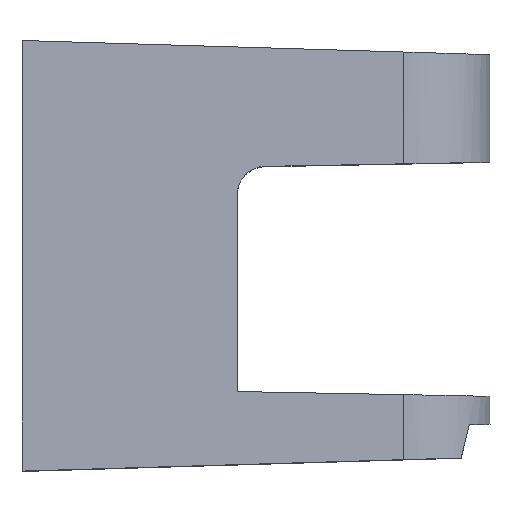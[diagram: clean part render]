
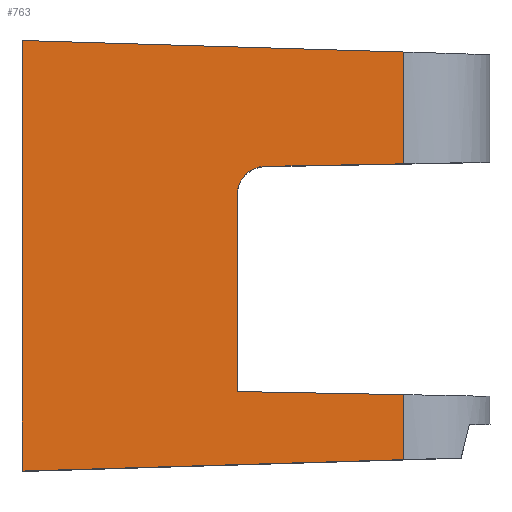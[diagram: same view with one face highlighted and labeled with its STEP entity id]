
A CAD part, top view. The second image highlights one B-rep face of the part: STEP entity #763.
In plain terms, the highlighted planar face has unit normal (0.078, 0, 0.997).
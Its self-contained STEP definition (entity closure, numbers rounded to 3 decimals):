
#1 = CARTESIAN_POINT ( 'NONE',  ( 12.45, 6.555, 11.356 ) ) ;
#19 = VERTEX_POINT ( 'NONE', #787 ) ;
#24 = VERTEX_POINT ( 'NONE', #854 ) ;
#26 = VERTEX_POINT ( 'NONE', #728 ) ;
#53 = CARTESIAN_POINT ( 'NONE',  ( -10.55, -23., 13.15 ) ) ;
#80 = LINE ( 'NONE', #752, #684 ) ;
#84 = EDGE_CURVE ( 'NONE', #572, #240, #888, .T. ) ;
#85 = CARTESIAN_POINT ( 'NONE',  ( 39.148, -14.994, 9.274 ) ) ;
#121 = AXIS2_PLACEMENT_3D ( 'NONE', #835, #842, #404 ) ;
#133 = ORIENTED_EDGE ( 'NONE', *, *, #568, .T. ) ;
#135 = ORIENTED_EDGE ( 'NONE', *, *, #439, .T. ) ;
#160 = DIRECTION ( 'NONE',  ( -0.997, 0.018, 0.078 ) ) ;
#173 = DIRECTION ( 'NONE',  ( 0., -1., 0. ) ) ;
#211 = CARTESIAN_POINT ( 'NONE',  ( 30.228, -21.777, 9.97 ) ) ;
#218 = VERTEX_POINT ( 'NONE', #803 ) ;
#219 = ORIENTED_EDGE ( 'NONE', *, *, #720, .T. ) ;
#240 = VERTEX_POINT ( 'NONE', #1 ) ;
#243 = VECTOR ( 'NONE', #160, 1000. ) ;
#256 = CARTESIAN_POINT ( 'NONE',  ( 12.45, 6.555, 11.356 ) ) ;
#294 = ORIENTED_EDGE ( 'NONE', *, *, #687, .T. ) ;
#299 = DIRECTION ( 'NONE',  ( 0., 1., 0. ) ) ;
#306 = VECTOR ( 'NONE', #576, 1000. ) ;
#311 = VERTEX_POINT ( 'NONE', #553 ) ;
#315 = CARTESIAN_POINT ( 'NONE',  ( -10.55, -23., 13.15 ) ) ;
#321 =( BOUNDED_CURVE ( )  B_SPLINE_CURVE ( 3, ( #256, #846, #489, #557 ),
 .UNSPECIFIED., .F., .F. ) 
 B_SPLINE_CURVE_WITH_KNOTS ( ( 4, 4 ),
 ( 3.142, 4.694 ),
 .UNSPECIFIED. ) 
 CURVE ( )  GEOMETRIC_REPRESENTATION_ITEM ( )  RATIONAL_B_SPLINE_CURVE ( ( 1., 0.809, 0.809, 1. ) ) 
 REPRESENTATION_ITEM ( '' )  );
#333 = ORIENTED_EDGE ( 'NONE', *, *, #783, .T. ) ;
#348 = VECTOR ( 'NONE', #299, 1000. ) ;
#359 = ORIENTED_EDGE ( 'NONE', *, *, #84, .T. ) ;
#366 = VECTOR ( 'NONE', #862, 1000. ) ;
#368 = CARTESIAN_POINT ( 'NONE',  ( 30.228, -23., 9.97 ) ) ;
#379 = LINE ( 'NONE', #885, #861 ) ;
#391 = LINE ( 'NONE', #53, #366 ) ;
#404 = DIRECTION ( 'NONE',  ( 0.997, 0., -0.078 ) ) ;
#426 = VERTEX_POINT ( 'NONE', #211 ) ;
#439 = EDGE_CURVE ( 'NONE', #24, #426, #391, .T. ) ;
#448 = LINE ( 'NONE', #85, #243 ) ;
#473 = CARTESIAN_POINT ( 'NONE',  ( 30.228, 9.829, 9.97 ) ) ;
#489 = CARTESIAN_POINT ( 'NONE',  ( 13.663, 9.522, 11.262 ) ) ;
#493 = EDGE_CURVE ( 'NONE', #311, #26, #892, .T. ) ;
#502 = LINE ( 'NONE', #315, #881 ) ;
#515 = DIRECTION ( 'NONE',  ( 0., 1., 0. ) ) ;
#531 = ORIENTED_EDGE ( 'NONE', *, *, #851, .T. ) ;
#540 = ORIENTED_EDGE ( 'NONE', *, *, #493, .T. ) ;
#552 = PLANE ( 'NONE',  #121 ) ;
#553 = CARTESIAN_POINT ( 'NONE',  ( 30.228, 21.777, 9.97 ) ) ;
#557 = CARTESIAN_POINT ( 'NONE',  ( 15.394, 9.555, 11.127 ) ) ;
#568 = EDGE_CURVE ( 'NONE', #426, #19, #757, .T. ) ;
#572 = VERTEX_POINT ( 'NONE', #809 ) ;
#576 = DIRECTION ( 'NONE',  ( -0.997, 0.03, 0.078 ) ) ;
#638 = CARTESIAN_POINT ( 'NONE',  ( -10.55, 23., 13.15 ) ) ;
#643 = EDGE_CURVE ( 'NONE', #19, #572, #448, .T. ) ;
#644 = EDGE_LOOP ( 'NONE', ( #135, #133, #784, #359, #531, #219, #294, #540, #333 ) ) ;
#684 = VECTOR ( 'NONE', #824, 1000. ) ;
#687 = EDGE_CURVE ( 'NONE', #743, #311, #379, .T. ) ;
#720 = EDGE_CURVE ( 'NONE', #218, #743, #80, .T. ) ;
#728 = CARTESIAN_POINT ( 'NONE',  ( -10.55, 23., 13.15 ) ) ;
#742 = CARTESIAN_POINT ( 'NONE',  ( 12.45, -14.5, 11.356 ) ) ;
#743 = VERTEX_POINT ( 'NONE', #473 ) ;
#752 = CARTESIAN_POINT ( 'NONE',  ( 15.238, 9.552, 11.139 ) ) ;
#757 = LINE ( 'NONE', #368, #904 ) ;
#760 = DIRECTION ( 'NONE',  ( 0., 1., 0. ) ) ;
#763 = ADVANCED_FACE ( 'NONE', ( #852 ), #552, .T. ) ;
#783 = EDGE_CURVE ( 'NONE', #26, #24, #502, .T. ) ;
#784 = ORIENTED_EDGE ( 'NONE', *, *, #643, .T. ) ;
#787 = CARTESIAN_POINT ( 'NONE',  ( 30.228, -14.829, 9.97 ) ) ;
#803 = CARTESIAN_POINT ( 'NONE',  ( 15.394, 9.555, 11.127 ) ) ;
#809 = CARTESIAN_POINT ( 'NONE',  ( 12.45, -14.5, 11.356 ) ) ;
#824 = DIRECTION ( 'NONE',  ( 0.997, 0.018, -0.078 ) ) ;
#835 = CARTESIAN_POINT ( 'NONE',  ( -10.55, -23., 13.15 ) ) ;
#842 = DIRECTION ( 'NONE',  ( 0.078, 0., 0.997 ) ) ;
#846 = CARTESIAN_POINT ( 'NONE',  ( 12.45, 8.287, 11.356 ) ) ;
#851 = EDGE_CURVE ( 'NONE', #240, #218, #321, .T. ) ;
#852 = FACE_OUTER_BOUND ( 'NONE', #644, .T. ) ;
#854 = CARTESIAN_POINT ( 'NONE',  ( -10.55, -23., 13.15 ) ) ;
#861 = VECTOR ( 'NONE', #760, 1000. ) ;
#862 = DIRECTION ( 'NONE',  ( 0.997, 0.03, -0.078 ) ) ;
#881 = VECTOR ( 'NONE', #173, 1000. ) ;
#885 = CARTESIAN_POINT ( 'NONE',  ( 30.228, -23., 9.97 ) ) ;
#888 = LINE ( 'NONE', #742, #348 ) ;
#892 = LINE ( 'NONE', #638, #306 ) ;
#904 = VECTOR ( 'NONE', #515, 1000. ) ;
